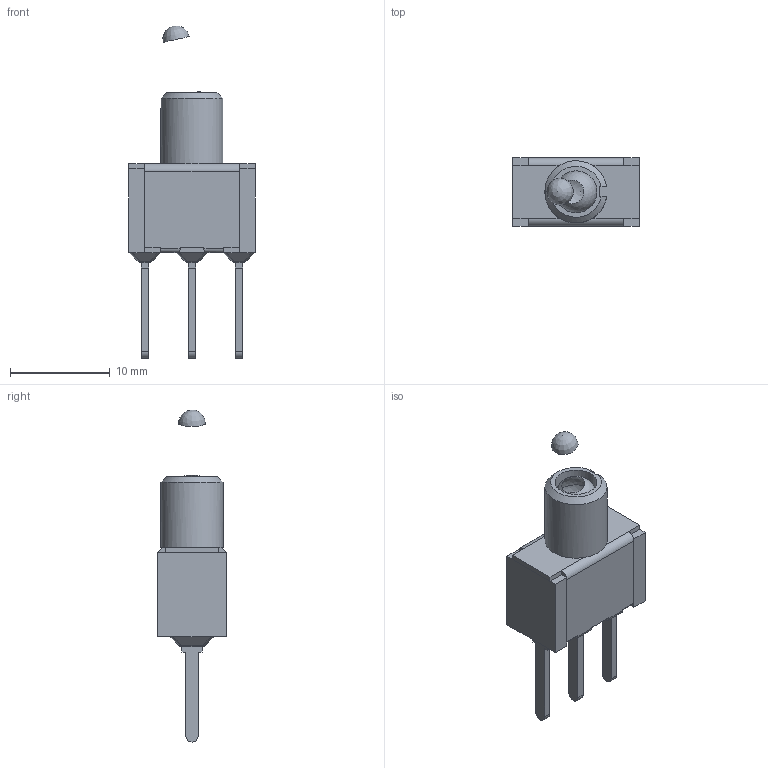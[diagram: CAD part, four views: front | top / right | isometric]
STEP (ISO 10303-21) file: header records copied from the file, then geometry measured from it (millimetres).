
FILE_DESCRIPTION(/* description */ (''),/* implementation_level */ '2;1');
FILE_NAME(/* name */ '100SPxT2B3M53xE.stp',/* time_stamp */ '2026-01-14T13:10:37-06:00',/* author */ ('jmeyers'),/* organization */ (''),/* preprocessor_version */ 'ST-DEVELOPER v18.1',/* originating_system */ 'Autodesk Inventor 2022',/* authorisation */ '');
FILE_SCHEMA (('AUTOMOTIVE_DESIGN { 1 0 10303 214 3 1 1 }'));
Length unit declared in the file: inch
Products named in the file (1): Part26
Bounding box: 12.7 x 6.86 x 33.2 mm (x, y, z)
Volume: 996.2 mm3; surface area: 1014.2 mm2
Topology: 2 solids, 6 shells, 210 faces, 520 edges, 309 vertices
Faces by surface type: plane 153, cylinder 40, sphere 14, cone 2, bspline 1
Full cylindrical faces by diameter (mm): 4.2 x2
Entity records: 6069 total; most frequent: CARTESIAN_POINT 1075, DIRECTION 1031, ORIENTED_EDGE 1014, EDGE_CURVE 507, LINE 399, VECTOR 399, AXIS2_PLACEMENT_3D 316, VERTEX_POINT 309
